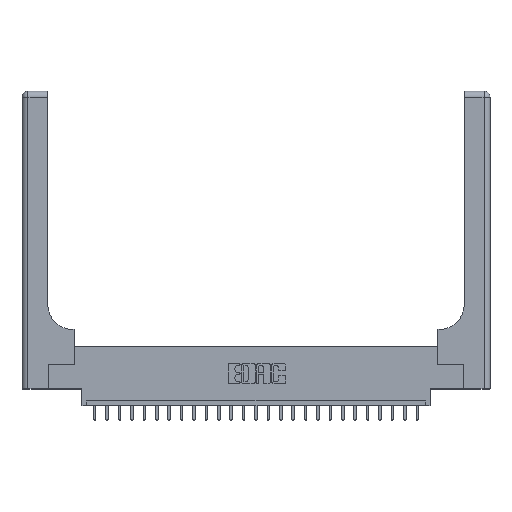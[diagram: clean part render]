
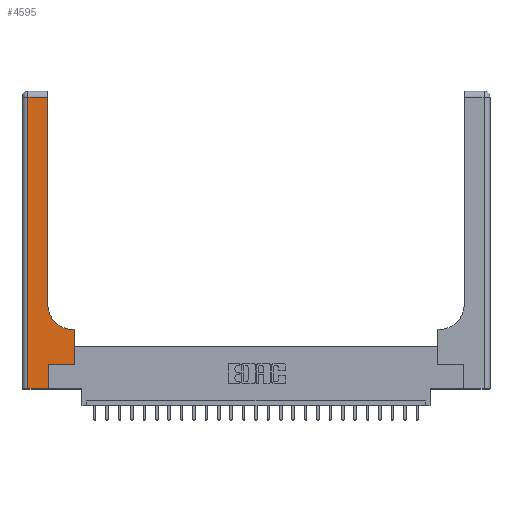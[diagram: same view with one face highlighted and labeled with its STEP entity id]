
A CAD part, top view. The second image highlights one B-rep face of the part: STEP entity #4595.
In plain terms, the highlighted planar face has unit normal (0, 0, 1).
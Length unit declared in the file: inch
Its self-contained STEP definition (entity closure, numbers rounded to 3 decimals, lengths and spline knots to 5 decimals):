
#234 = ORIENTED_EDGE ( 'NONE', *, *, #16803, .T. ) ;
#283 = EDGE_CURVE ( 'NONE', #23031, #20259, #5484, .T. ) ;
#653 = VECTOR ( 'NONE', #18994, 39.37008 ) ;
#834 = CARTESIAN_POINT ( 'NONE',  ( 0., 0., 0.37 ) ) ;
#990 = LINE ( 'NONE', #16574, #20237 ) ;
#1244 = VERTEX_POINT ( 'NONE', #15099 ) ;
#1450 = LINE ( 'NONE', #15772, #19555 ) ;
#1559 = LINE ( 'NONE', #16240, #13185 ) ;
#1570 = PLANE ( 'NONE',  #5638 ) ;
#1826 = VERTEX_POINT ( 'NONE', #11587 ) ;
#2258 = DIRECTION ( 'NONE',  ( 0., -1., 0. ) ) ;
#2307 = CARTESIAN_POINT ( 'NONE',  ( 0.06, 2.94, 0.37 ) ) ;
#2443 = VECTOR ( 'NONE', #7211, 39.37008 ) ;
#2650 = DIRECTION ( 'NONE',  ( 1., 0., 0. ) ) ;
#2700 = ORIENTED_EDGE ( 'NONE', *, *, #12387, .T. ) ;
#2718 = LINE ( 'NONE', #3528, #2443 ) ;
#3528 = CARTESIAN_POINT ( 'NONE',  ( 0.26, 3., 0.37 ) ) ;
#3815 = LINE ( 'NONE', #834, #18705 ) ;
#3962 = EDGE_CURVE ( 'NONE', #20239, #15906, #2718, .T. ) ;
#4595 = ADVANCED_FACE ( 'NONE', ( #21092 ), #1570, .F. ) ;
#5484 = LINE ( 'NONE', #17392, #16874 ) ;
#5638 = AXIS2_PLACEMENT_3D ( 'NONE', #19198, #22125, #17897 ) ;
#5642 = EDGE_CURVE ( 'NONE', #8357, #1826, #21663, .T. ) ;
#5812 = CARTESIAN_POINT ( 'NONE',  ( 0.528, 0.25, 0.37 ) ) ;
#6091 = CARTESIAN_POINT ( 'NONE',  ( 0.06, 0., 0.37 ) ) ;
#6533 = CARTESIAN_POINT ( 'NONE',  ( 0.51, 0.85, 0.37 ) ) ;
#6662 = VERTEX_POINT ( 'NONE', #15060 ) ;
#6766 = EDGE_CURVE ( 'NONE', #15906, #23031, #1450, .T. ) ;
#6768 = ORIENTED_EDGE ( 'NONE', *, *, #17909, .T. ) ;
#7211 = DIRECTION ( 'NONE',  ( 0., 1., 0. ) ) ;
#7443 = CARTESIAN_POINT ( 'NONE',  ( 0.26, 0.85, 0.37 ) ) ;
#7771 = VERTEX_POINT ( 'NONE', #13911 ) ;
#8357 = VERTEX_POINT ( 'NONE', #10772 ) ;
#8555 = EDGE_LOOP ( 'NONE', ( #22970, #20670, #23790, #2700, #22559, #18113, #14221, #234, #6768 ) ) ;
#10322 = AXIS2_PLACEMENT_3D ( 'NONE', #6533, #19576, #15793 ) ;
#10563 = VECTOR ( 'NONE', #16629, 39.37008 ) ;
#10772 = CARTESIAN_POINT ( 'NONE',  ( 0.528, 0.25, 0.37 ) ) ;
#11587 = CARTESIAN_POINT ( 'NONE',  ( 0.528, 0.6, 0.37 ) ) ;
#12152 = DIRECTION ( 'NONE',  ( -1., 0., 0. ) ) ;
#12387 = EDGE_CURVE ( 'NONE', #20259, #6662, #3815, .T. ) ;
#13185 = VECTOR ( 'NONE', #12152, 39.37008 ) ;
#13911 = CARTESIAN_POINT ( 'NONE',  ( 0.265, 0.25, 0.37 ) ) ;
#14221 = ORIENTED_EDGE ( 'NONE', *, *, #5642, .T. ) ;
#15054 = CARTESIAN_POINT ( 'NONE',  ( 0.26, 2.94, 0.37 ) ) ;
#15060 = CARTESIAN_POINT ( 'NONE',  ( 0.265, 0., 0.37 ) ) ;
#15099 = CARTESIAN_POINT ( 'NONE',  ( 0.51, 0.6, 0.37 ) ) ;
#15772 = CARTESIAN_POINT ( 'NONE',  ( 0., 2.94, 0.37 ) ) ;
#15793 = DIRECTION ( 'NONE',  ( 1., 0., 0. ) ) ;
#15906 = VERTEX_POINT ( 'NONE', #15054 ) ;
#16240 = CARTESIAN_POINT ( 'NONE',  ( 0.26, 0.6, 0.37 ) ) ;
#16459 = CARTESIAN_POINT ( 'NONE',  ( 0.265, 0.25, 0.37 ) ) ;
#16574 = CARTESIAN_POINT ( 'NONE',  ( 0.265, 0., 0.37 ) ) ;
#16629 = DIRECTION ( 'NONE',  ( 1., 0., 0. ) ) ;
#16803 = EDGE_CURVE ( 'NONE', #1826, #1244, #1559, .T. ) ;
#16874 = VECTOR ( 'NONE', #2258, 39.37008 ) ;
#16952 = EDGE_CURVE ( 'NONE', #6662, #7771, #990, .T. ) ;
#17392 = CARTESIAN_POINT ( 'NONE',  ( 0.06, 3., 0.37 ) ) ;
#17609 = LINE ( 'NONE', #16459, #10563 ) ;
#17897 = DIRECTION ( 'NONE',  ( -1., 0., 0. ) ) ;
#17909 = EDGE_CURVE ( 'NONE', #1244, #20239, #22797, .T. ) ;
#18113 = ORIENTED_EDGE ( 'NONE', *, *, #22104, .T. ) ;
#18705 = VECTOR ( 'NONE', #2650, 39.37008 ) ;
#18994 = DIRECTION ( 'NONE',  ( 0., 1., 0. ) ) ;
#19198 = CARTESIAN_POINT ( 'NONE',  ( 0., 3., 0.37 ) ) ;
#19245 = DIRECTION ( 'NONE',  ( -1., 0., 0. ) ) ;
#19555 = VECTOR ( 'NONE', #19245, 39.37008 ) ;
#19576 = DIRECTION ( 'NONE',  ( 0., 0., -1. ) ) ;
#20237 = VECTOR ( 'NONE', #20342, 39.37008 ) ;
#20239 = VERTEX_POINT ( 'NONE', #7443 ) ;
#20259 = VERTEX_POINT ( 'NONE', #6091 ) ;
#20342 = DIRECTION ( 'NONE',  ( 0., 1., 0. ) ) ;
#20670 = ORIENTED_EDGE ( 'NONE', *, *, #6766, .T. ) ;
#21092 = FACE_OUTER_BOUND ( 'NONE', #8555, .T. ) ;
#21663 = LINE ( 'NONE', #5812, #653 ) ;
#22104 = EDGE_CURVE ( 'NONE', #7771, #8357, #17609, .T. ) ;
#22125 = DIRECTION ( 'NONE',  ( 0., 0., -1. ) ) ;
#22559 = ORIENTED_EDGE ( 'NONE', *, *, #16952, .T. ) ;
#22797 = CIRCLE ( 'NONE', #10322, 0.25 ) ;
#22970 = ORIENTED_EDGE ( 'NONE', *, *, #3962, .T. ) ;
#23031 = VERTEX_POINT ( 'NONE', #2307 ) ;
#23790 = ORIENTED_EDGE ( 'NONE', *, *, #283, .T. ) ;
